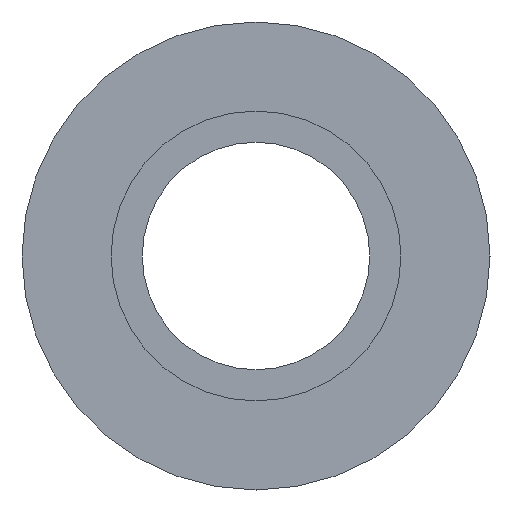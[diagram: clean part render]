
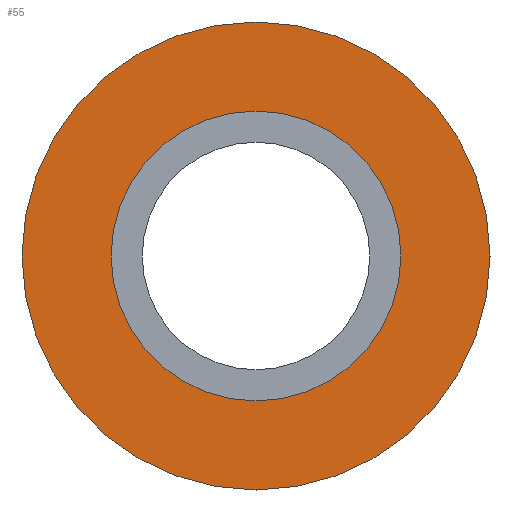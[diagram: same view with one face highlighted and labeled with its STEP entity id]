
A CAD part, front view. The second image highlights one B-rep face of the part: STEP entity #55.
In plain terms, the highlighted planar face has unit normal (0, -1, 0).
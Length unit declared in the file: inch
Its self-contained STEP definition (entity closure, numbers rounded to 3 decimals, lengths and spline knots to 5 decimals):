
#31 = EDGE_CURVE ( 'NONE', #81, #80, #220, .T. ) ;
#37 = ORIENTED_EDGE ( 'NONE', *, *, #31, .F. ) ;
#45 = EDGE_CURVE ( 'NONE', #64, #108, #190, .T. ) ;
#50 = ORIENTED_EDGE ( 'NONE', *, *, #60, .T. ) ;
#55 = ADVANCED_FACE ( 'NONE', ( #177, #176 ), #175, .T. ) ;
#56 = ORIENTED_EDGE ( 'NONE', *, *, #79, .F. ) ;
#60 = EDGE_CURVE ( 'NONE', #108, #64, #258, .T. ) ;
#61 = ORIENTED_EDGE ( 'NONE', *, *, #45, .T. ) ;
#62 = EDGE_LOOP ( 'NONE', ( #61, #50 ) ) ;
#64 = VERTEX_POINT ( 'NONE', #253 ) ;
#79 = EDGE_CURVE ( 'NONE', #80, #81, #296, .T. ) ;
#80 = VERTEX_POINT ( 'NONE', #292 ) ;
#81 = VERTEX_POINT ( 'NONE', #291 ) ;
#91 = EDGE_LOOP ( 'NONE', ( #56, #37 ) ) ;
#108 = VERTEX_POINT ( 'NONE', #381 ) ;
#171 = DIRECTION ( 'NONE',  ( 0., -1., 0. ) ) ;
#172 = CARTESIAN_POINT ( 'NONE',  ( 0.0675, 0.125, 0. ) ) ;
#173 = AXIS2_PLACEMENT_3D ( 'NONE', #172, #171, #263 ) ;
#175 = PLANE ( 'NONE',  #173 ) ;
#176 = FACE_BOUND ( 'NONE', #91, .T. ) ;
#177 = FACE_OUTER_BOUND ( 'NONE', #62, .T. ) ;
#186 = DIRECTION ( 'NONE',  ( 0., 0., -1. ) ) ;
#187 = DIRECTION ( 'NONE',  ( 0., -1., 0. ) ) ;
#188 = CARTESIAN_POINT ( 'NONE',  ( 0., 0.125, 0. ) ) ;
#189 = AXIS2_PLACEMENT_3D ( 'NONE', #188, #187, #186 ) ;
#190 = CIRCLE ( 'NONE', #189, 0.109 ) ;
#202 = CARTESIAN_POINT ( 'NONE',  ( 0., 0.125, 0. ) ) ;
#216 = DIRECTION ( 'NONE',  ( 0., 0., -1. ) ) ;
#217 = DIRECTION ( 'NONE',  ( 0., -1., 0. ) ) ;
#218 = CARTESIAN_POINT ( 'NONE',  ( 0., 0.125, 0. ) ) ;
#219 = AXIS2_PLACEMENT_3D ( 'NONE', #218, #217, #216 ) ;
#220 = CIRCLE ( 'NONE', #219, 0.0675 ) ;
#253 = CARTESIAN_POINT ( 'NONE',  ( 0., 0.125, -0.109 ) ) ;
#254 = DIRECTION ( 'NONE',  ( 0., 0., -1. ) ) ;
#255 = DIRECTION ( 'NONE',  ( 0., -1., 0. ) ) ;
#256 = CARTESIAN_POINT ( 'NONE',  ( 0., 0.125, 0. ) ) ;
#257 = AXIS2_PLACEMENT_3D ( 'NONE', #256, #255, #254 ) ;
#258 = CIRCLE ( 'NONE', #257, 0.109 ) ;
#263 = DIRECTION ( 'NONE',  ( 0., 0., -1. ) ) ;
#291 = CARTESIAN_POINT ( 'NONE',  ( 0., 0.125, 0.0675 ) ) ;
#292 = CARTESIAN_POINT ( 'NONE',  ( 0., 0.125, -0.0675 ) ) ;
#293 = DIRECTION ( 'NONE',  ( 0., 0., -1. ) ) ;
#294 = DIRECTION ( 'NONE',  ( 0., -1., 0. ) ) ;
#295 = AXIS2_PLACEMENT_3D ( 'NONE', #202, #294, #293 ) ;
#296 = CIRCLE ( 'NONE', #295, 0.0675 ) ;
#381 = CARTESIAN_POINT ( 'NONE',  ( 0., 0.125, 0.109 ) ) ;
